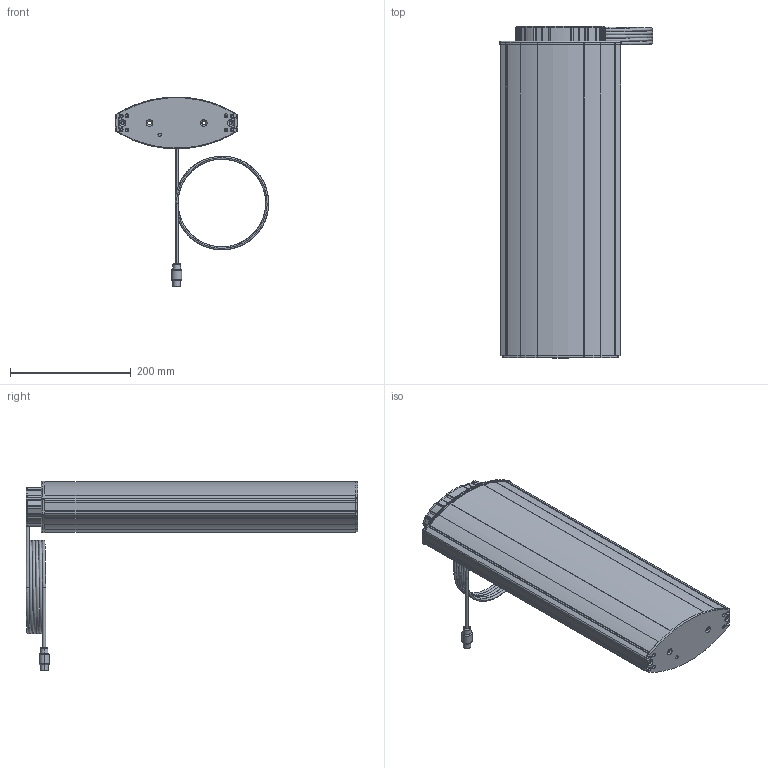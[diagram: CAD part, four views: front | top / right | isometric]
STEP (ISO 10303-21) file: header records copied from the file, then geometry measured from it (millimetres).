
FILE_DESCRIPTION (( 'STEP AP203' ), '1' );
FILE_NAME ('T180-3 EB580.STEP', '2010-03-11T09:49:52', ( 'PC' ), ( 'PC' ), 'SwSTEP 2.0', 'SolidWorks 2007', '' );
FILE_SCHEMA (( 'CONFIG_CONTROL_DESIGN' ));
Length unit declared in the file: millimetre
Products named in the file (12): T180M_USA; Brille M_Standard; T180-3 EB580; fußplatte_3mm gelasert; T180A_USA; T180I_USA; kopfplatte_Standard; Kabel_Standard; Brille A_Standard
Assembly tree (11 placements, depth 3):
  T180-3 EB580
    T180I_USA
      kopfplatte_Standard
      T180I_USA
    T180M_USA
      T180M_USA
    T180A_USA
      T180A_USA
    Brille A_Standard
    fußplatte_3mm gelasert
    Brille M_Standard
    Kabel_Standard
Bounding box: 254.03 x 550 x 314.56 mm (x, y, z)
Volume: 2347150.9 mm3; surface area: 1526622.2 mm2
Topology: 8 solids, 8 shells, 1667 faces, 4701 edges, 3068 vertices
Faces by surface type: cylinder 1048, plane 408, torus 110, bspline 54, cone 47
Entity records: 61039 total; most frequent: CARTESIAN_POINT 15195, DIRECTION 9925, ORIENTED_EDGE 9402, EDGE_CURVE 4701, AXIS2_PLACEMENT_3D 3892, VERTEX_POINT 3068, CIRCLE 2262, VECTOR 2141
